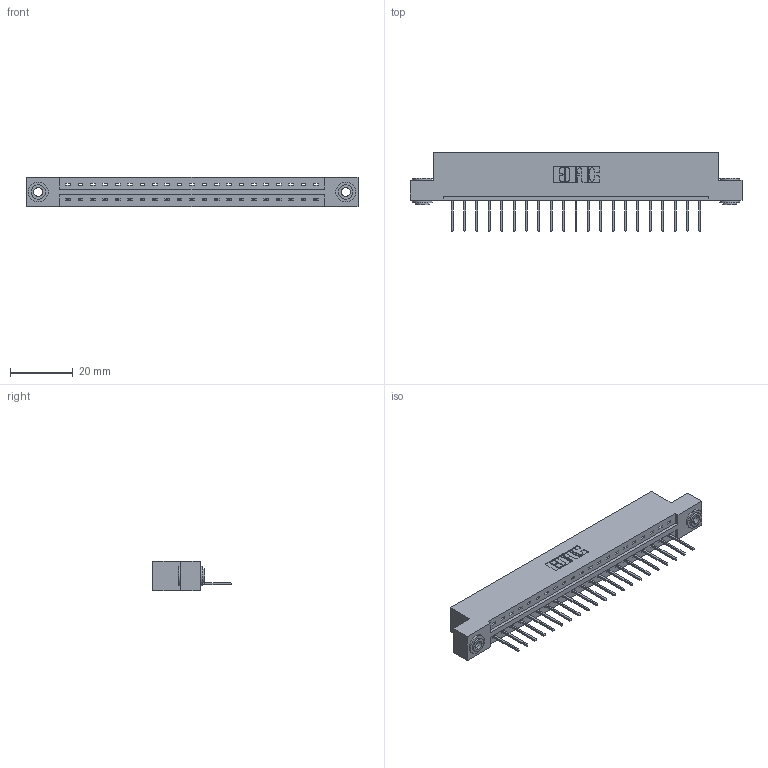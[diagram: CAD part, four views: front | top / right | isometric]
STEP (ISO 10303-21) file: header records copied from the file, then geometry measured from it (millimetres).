
FILE_DESCRIPTION (( 'STEP AP203' ), '1' );
FILE_NAME ('337-021-523-103.STEP', '2018-08-05T11:18:06', ( '' ), ( '' ), 'SwSTEP 2.0', 'SolidWorks 2016', '' );
FILE_SCHEMA (( 'CONFIG_CONTROL_DESIGN' ));
Length unit declared in the file: inch
Products named in the file (4): 345-250-002_345-250-002-102; 337-021-523-103; 337 Part_Flush Mounting Lugs - 0.156 Dia-TH; 345-292-001_345-293-123
Assembly tree (24 placements, depth 2):
  337-021-523-103
    337 Part_Flush Mounting Lugs - 0.156 Dia-TH
    345-292-001_345-293-123  x21
    345-250-002_345-250-002-102  x2
Bounding box: 106.22 x 25.15 x 9.4 mm (x, y, z)
Volume: 10788.6 mm3; surface area: 11283 mm2
Topology: 24 solids, 24 shells, 1454 faces, 4335 edges, 2858 vertices
Faces by surface type: plane 1046, cylinder 400, cone 8
Entity records: 18994 total; most frequent: CARTESIAN_POINT 3284, ORIENTED_EDGE 3234, DIRECTION 2841, EDGE_CURVE 1617, LINE 1465, VECTOR 1465, VERTEX_POINT 1074, AXIS2_PLACEMENT_3D 688
